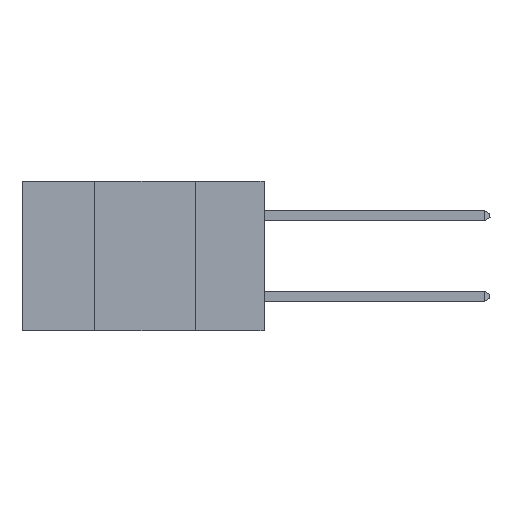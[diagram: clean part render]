
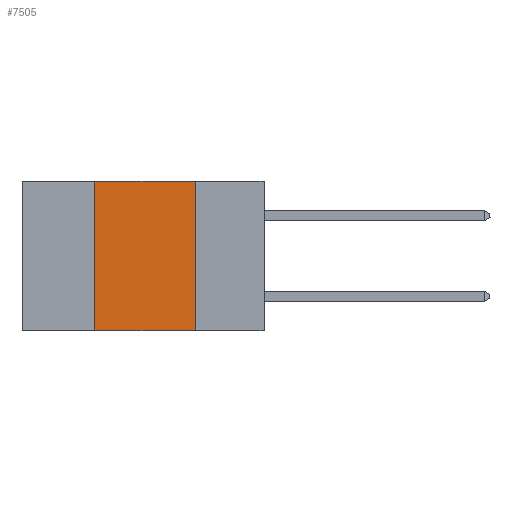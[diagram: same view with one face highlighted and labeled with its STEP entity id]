
A CAD part, left-side view. The second image highlights one B-rep face of the part: STEP entity #7505.
In plain terms, the highlighted planar face has unit normal (-1, 0, 0).
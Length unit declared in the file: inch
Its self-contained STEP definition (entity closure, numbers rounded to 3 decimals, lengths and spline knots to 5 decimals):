
#107 = DIRECTION ( 'NONE',  ( 0., 0., 1. ) ) ;
#460 = VECTOR ( 'NONE', #107, 39.37008 ) ;
#832 = DIRECTION ( 'NONE',  ( 0., 0., -1. ) ) ;
#1304 = VECTOR ( 'NONE', #7691, 39.37008 ) ;
#1696 = LINE ( 'NONE', #29747, #1304 ) ;
#2047 = LINE ( 'NONE', #25270, #20285 ) ;
#2110 = CARTESIAN_POINT ( 'NONE',  ( 0., 0.42, 0. ) ) ;
#4525 = CARTESIAN_POINT ( 'NONE',  ( 0., 0.42, -0.37 ) ) ;
#7505 = ADVANCED_FACE ( 'NONE', ( #10586 ), #23692, .F. ) ;
#7691 = DIRECTION ( 'NONE',  ( 0., -1., 0. ) ) ;
#9075 = CARTESIAN_POINT ( 'NONE',  ( 0., 0.6, 0. ) ) ;
#10586 = FACE_OUTER_BOUND ( 'NONE', #19257, .T. ) ;
#11249 = LINE ( 'NONE', #25800, #22320 ) ;
#11424 = AXIS2_PLACEMENT_3D ( 'NONE', #9075, #28303, #18546 ) ;
#11520 = VERTEX_POINT ( 'NONE', #20579 ) ;
#11838 = EDGE_CURVE ( 'NONE', #22061, #26076, #11249, .T. ) ;
#15991 = ORIENTED_EDGE ( 'NONE', *, *, #11838, .T. ) ;
#16217 = CARTESIAN_POINT ( 'NONE',  ( 0., 0.17, -0.37 ) ) ;
#18546 = DIRECTION ( 'NONE',  ( 0., 0., -1. ) ) ;
#19257 = EDGE_LOOP ( 'NONE', ( #22815, #22955, #26622, #15991 ) ) ;
#20285 = VECTOR ( 'NONE', #832, 39.37008 ) ;
#20579 = CARTESIAN_POINT ( 'NONE',  ( 0., 0.17, 0. ) ) ;
#22061 = VERTEX_POINT ( 'NONE', #4525 ) ;
#22320 = VECTOR ( 'NONE', #28187, 39.37008 ) ;
#22635 = EDGE_CURVE ( 'NONE', #29125, #11520, #1696, .T. ) ;
#22815 = ORIENTED_EDGE ( 'NONE', *, *, #30509, .F. ) ;
#22955 = ORIENTED_EDGE ( 'NONE', *, *, #22635, .F. ) ;
#23692 = PLANE ( 'NONE',  #11424 ) ;
#23733 = EDGE_CURVE ( 'NONE', #22061, #29125, #24799, .T. ) ;
#24799 = LINE ( 'NONE', #29166, #460 ) ;
#25270 = CARTESIAN_POINT ( 'NONE',  ( 0., 0.17, 0. ) ) ;
#25800 = CARTESIAN_POINT ( 'NONE',  ( 0., 0.6, -0.37 ) ) ;
#26076 = VERTEX_POINT ( 'NONE', #16217 ) ;
#26622 = ORIENTED_EDGE ( 'NONE', *, *, #23733, .F. ) ;
#28187 = DIRECTION ( 'NONE',  ( 0., -1., 0. ) ) ;
#28303 = DIRECTION ( 'NONE',  ( 1., 0., 0. ) ) ;
#29125 = VERTEX_POINT ( 'NONE', #2110 ) ;
#29166 = CARTESIAN_POINT ( 'NONE',  ( 0., 0.42, 0. ) ) ;
#29747 = CARTESIAN_POINT ( 'NONE',  ( 0., 0.6, 0. ) ) ;
#30509 = EDGE_CURVE ( 'NONE', #11520, #26076, #2047, .T. ) ;
